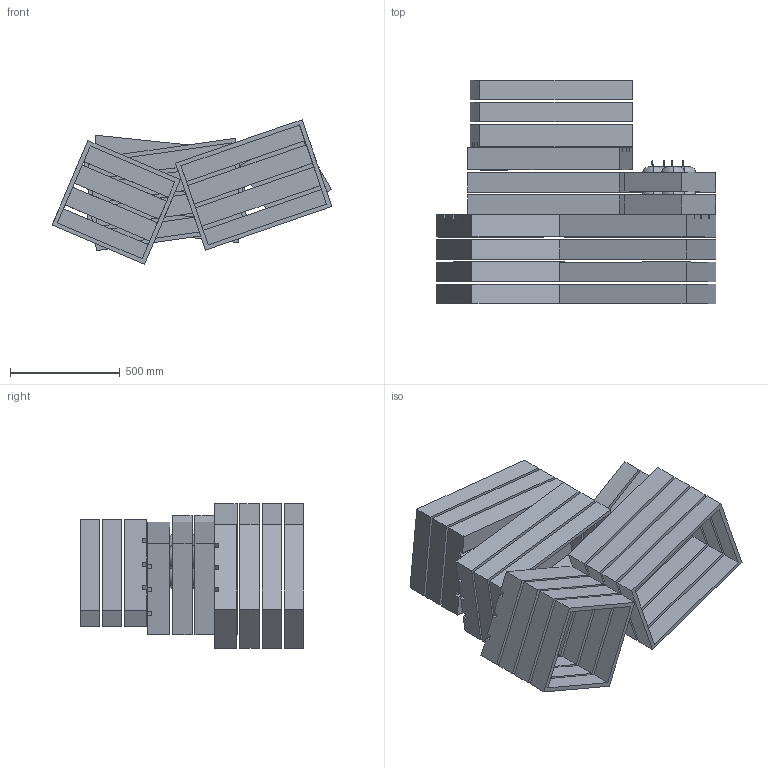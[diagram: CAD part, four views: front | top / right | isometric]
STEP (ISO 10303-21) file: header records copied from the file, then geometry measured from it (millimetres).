
FILE_DESCRIPTION (( 'STEP AP203' ), '1' );
FILE_NAME ('Stack.STEP', '2019-08-03T23:42:00', ( '' ), ( '' ), 'SwSTEP 2.0', 'SolidWorks 2016', '' );
FILE_SCHEMA (( 'CONFIG_CONTROL_DESIGN' ));
Length unit declared in the file: inch
Products named in the file (11): Top Panel - 3 Parts_Top; Crate 1_16.5x26.5x12; Stack; Crate 1_12x12x8; Panel Assembly; Elma APPLE; Crate 1_16.5x18x16; Top Panel - 3 Parts_Diffuser; Top Panel - 3 Parts_Routing Layer; Crate 1_16.5x24x16; Top Panel - 3 Parts_Bottom
Assembly tree (18 placements, depth 3):
  Stack
    Panel Assembly
      Top Panel - 3 Parts_Bottom
      Top Panel - 3 Parts_Routing Layer
      Top Panel - 3 Parts_Diffuser
      Top Panel - 3 Parts_Top
    Crate 1_16.5x26.5x12  x2
    Crate 1_16.5x24x16
    Crate 1_16.5x18x16
    Crate 1_12x12x8
    Elma APPLE  x8
Bounding box: 1275.96 x 1020.16 x 659.44 mm (x, y, z)
Volume: 70176515.7 mm3; surface area: 10452103.1 mm2
Topology: 20 solids, 36 shells, 1252 faces, 3613 edges, 2374 vertices
Faces by surface type: cylinder 761, plane 458, bspline 33
Entity records: 44051 total; most frequent: CARTESIAN_POINT 9215, DIRECTION 7275, ORIENTED_EDGE 6752, EDGE_CURVE 3377, AXIS2_PLACEMENT_3D 2715, VERTEX_POINT 2241, VECTOR 1845, LINE 1845
